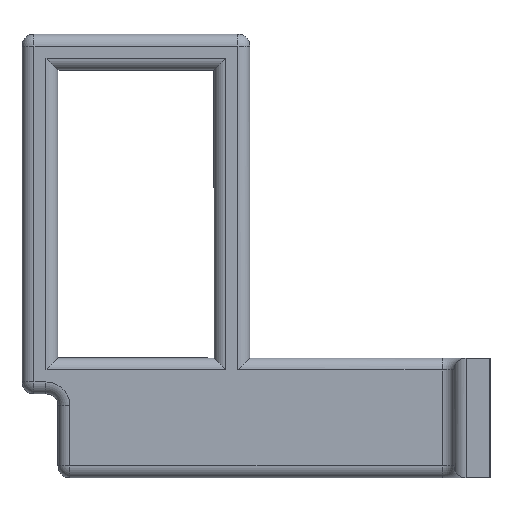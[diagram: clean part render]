
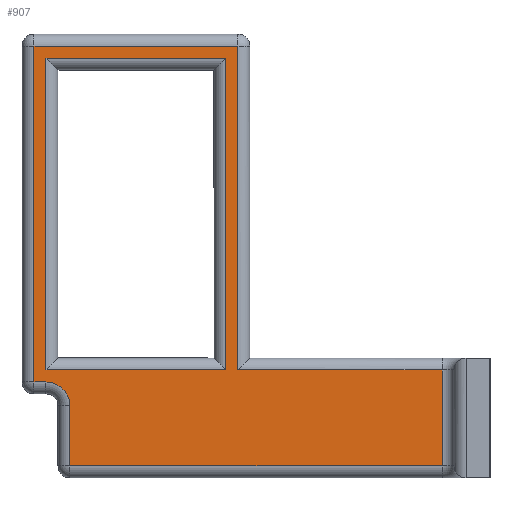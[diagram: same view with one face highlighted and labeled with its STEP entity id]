
A CAD part, left-side view. The second image highlights one B-rep face of the part: STEP entity #907.
In plain terms, the highlighted planar face has unit normal (-1, 0, 0).
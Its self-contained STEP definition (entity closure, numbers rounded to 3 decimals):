
#16=FACE_BOUND('',#332,.T.);
#26=PLANE('',#1022);
#58=LINE('',#1391,#132);
#63=LINE('',#1419,#137);
#70=LINE('',#1451,#144);
#76=LINE('',#1497,#150);
#77=LINE('',#1499,#151);
#79=LINE('',#1502,#153);
#81=LINE('',#1505,#155);
#85=LINE('',#1511,#159);
#102=LINE('',#1551,#176);
#103=LINE('',#1553,#177);
#104=LINE('',#1555,#178);
#105=LINE('',#1556,#179);
#132=VECTOR('',#1091,10.);
#137=VECTOR('',#1124,10.);
#144=VECTOR('',#1159,10.);
#150=VECTOR('',#1205,10.);
#151=VECTOR('',#1208,10.);
#153=VECTOR('',#1212,10.);
#155=VECTOR('',#1216,10.);
#159=VECTOR('',#1224,10.);
#176=VECTOR('',#1265,10.);
#177=VECTOR('',#1266,10.);
#178=VECTOR('',#1267,10.);
#179=VECTOR('',#1268,10.);
#271=FACE_OUTER_BOUND('',#331,.T.);
#331=EDGE_LOOP('',(#751,#752,#753,#754,#755,#756,#757,#758,#759));
#332=EDGE_LOOP('',(#760,#761,#762,#763));
#385=CIRCLE('',#990,2.);
#405=VERTEX_POINT('',#1372);
#411=VERTEX_POINT('',#1390);
#413=VERTEX_POINT('',#1395);
#416=VERTEX_POINT('',#1405);
#422=VERTEX_POINT('',#1423);
#429=VERTEX_POINT('',#1440);
#433=VERTEX_POINT('',#1454);
#435=VERTEX_POINT('',#1458);
#441=VERTEX_POINT('',#1480);
#455=VERTEX_POINT('',#1549);
#456=VERTEX_POINT('',#1550);
#457=VERTEX_POINT('',#1552);
#458=VERTEX_POINT('',#1554);
#486=EDGE_CURVE('',#405,#411,#58,.T.);
#500=EDGE_CURVE('',#411,#416,#63,.T.);
#516=EDGE_CURVE('',#416,#429,#70,.T.);
#520=EDGE_CURVE('',#435,#433,#385,.T.);
#536=EDGE_CURVE('',#429,#441,#76,.T.);
#537=EDGE_CURVE('',#441,#435,#77,.T.);
#539=EDGE_CURVE('',#433,#422,#79,.T.);
#541=EDGE_CURVE('',#422,#413,#81,.T.);
#545=EDGE_CURVE('',#413,#405,#85,.T.);
#564=EDGE_CURVE('',#455,#456,#102,.T.);
#565=EDGE_CURVE('',#457,#455,#103,.T.);
#566=EDGE_CURVE('',#458,#457,#104,.T.);
#567=EDGE_CURVE('',#456,#458,#105,.T.);
#751=ORIENTED_EDGE('',*,*,#520,.F.);
#752=ORIENTED_EDGE('',*,*,#537,.F.);
#753=ORIENTED_EDGE('',*,*,#536,.F.);
#754=ORIENTED_EDGE('',*,*,#516,.F.);
#755=ORIENTED_EDGE('',*,*,#500,.F.);
#756=ORIENTED_EDGE('',*,*,#486,.F.);
#757=ORIENTED_EDGE('',*,*,#545,.F.);
#758=ORIENTED_EDGE('',*,*,#541,.F.);
#759=ORIENTED_EDGE('',*,*,#539,.F.);
#760=ORIENTED_EDGE('',*,*,#564,.F.);
#761=ORIENTED_EDGE('',*,*,#565,.F.);
#762=ORIENTED_EDGE('',*,*,#566,.F.);
#763=ORIENTED_EDGE('',*,*,#567,.F.);
#907=ADVANCED_FACE('',(#271,#16),#26,.T.);
#990=AXIS2_PLACEMENT_3D('',#1460,#1168,#1169);
#1022=AXIS2_PLACEMENT_3D('',#1548,#1263,#1264);
#1091=DIRECTION('',(0.,0.,-1.));
#1124=DIRECTION('',(0.,-1.,0.));
#1159=DIRECTION('',(0.,0.,-1.));
#1168=DIRECTION('center_axis',(-1.,0.,0.));
#1169=DIRECTION('ref_axis',(0.,-0.707,0.707));
#1205=DIRECTION('',(0.,1.,0.));
#1208=DIRECTION('',(0.,0.,1.));
#1212=DIRECTION('',(0.,1.,0.));
#1216=DIRECTION('',(0.,0.,1.));
#1224=DIRECTION('',(0.,-1.,0.));
#1263=DIRECTION('center_axis',(-1.,0.,0.));
#1264=DIRECTION('ref_axis',(0.,0.,1.));
#1265=DIRECTION('',(0.,0.,-1.));
#1266=DIRECTION('',(0.,1.,0.));
#1267=DIRECTION('',(0.,0.,1.));
#1268=DIRECTION('',(0.,-1.,0.));
#1372=CARTESIAN_POINT('',(25.,21.,36.));
#1390=CARTESIAN_POINT('',(25.,21.,9.));
#1391=CARTESIAN_POINT('',(25.,21.,5.));
#1395=CARTESIAN_POINT('',(25.,38.,36.));
#1405=CARTESIAN_POINT('',(25.,4.,9.));
#1419=CARTESIAN_POINT('',(25.,1.5,9.));
#1423=CARTESIAN_POINT('',(25.,38.,8.));
#1440=CARTESIAN_POINT('',(25.,4.,1.));
#1451=CARTESIAN_POINT('',(25.,4.,2.5));
#1454=CARTESIAN_POINT('',(25.,37.,8.));
#1458=CARTESIAN_POINT('',(25.,35.,6.));
#1460=CARTESIAN_POINT('Origin',(25.,37.,6.));
#1480=CARTESIAN_POINT('',(25.,35.,1.));
#1497=CARTESIAN_POINT('',(25.,1.5,1.));
#1499=CARTESIAN_POINT('',(25.,35.,3.5));
#1502=CARTESIAN_POINT('',(25.,21.,8.));
#1505=CARTESIAN_POINT('',(25.,38.,18.5));
#1511=CARTESIAN_POINT('',(25.,11.5,36.));
#1548=CARTESIAN_POINT('Origin',(25.,3.,0.));
#1549=CARTESIAN_POINT('',(25.,37.,35.));
#1550=CARTESIAN_POINT('',(25.,37.,9.));
#1551=CARTESIAN_POINT('',(25.,37.,5.));
#1552=CARTESIAN_POINT('',(25.,22.,35.));
#1553=CARTESIAN_POINT('',(25.,19.5,35.));
#1554=CARTESIAN_POINT('',(25.,22.,9.));
#1555=CARTESIAN_POINT('',(25.,22.,17.));
#1556=CARTESIAN_POINT('',(25.,13.,9.));
